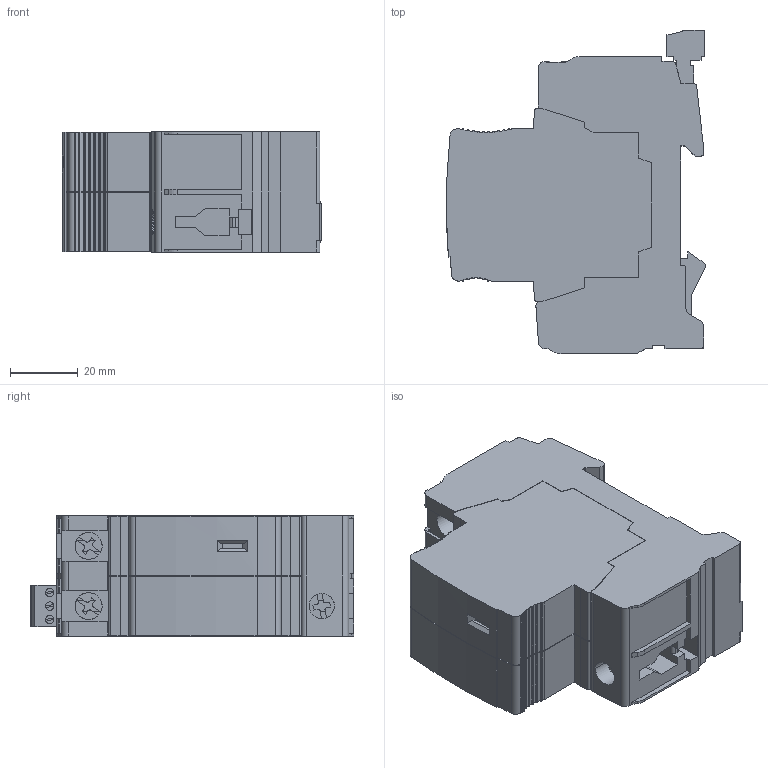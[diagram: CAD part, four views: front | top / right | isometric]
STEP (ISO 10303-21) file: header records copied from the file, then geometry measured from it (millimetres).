
FILE_DESCRIPTION((''),'2;1');
FILE_NAME('B80001510','2017-02-24T',('FRJEGUI'),(''),'CREO PARAMETRIC BY PTC INC, 2016380','CREO PARAMETRIC BY PTC INC, 2016380','');
FILE_SCHEMA(('CONFIG_CONTROL_DESIGN'));
Length unit declared in the file: millimetre
Products named in the file (1): B80001510
Bounding box: 76.67 x 95.8 x 35.6 mm (x, y, z)
Volume: 171187.2 mm3; surface area: 33161 mm2
Topology: 1 solids, 1 shells, 634 faces, 1852 edges, 1224 vertices
Faces by surface type: plane 464, cylinder 168, cone 2
Entity records: 20964 total; most frequent: CARTESIAN_POINT 3772, ORIENTED_EDGE 3704, DIRECTION 3478, EDGE_CURVE 1852, VECTOR 1482, LINE 1482, VERTEX_POINT 1224, AXIS2_PLACEMENT_3D 998
